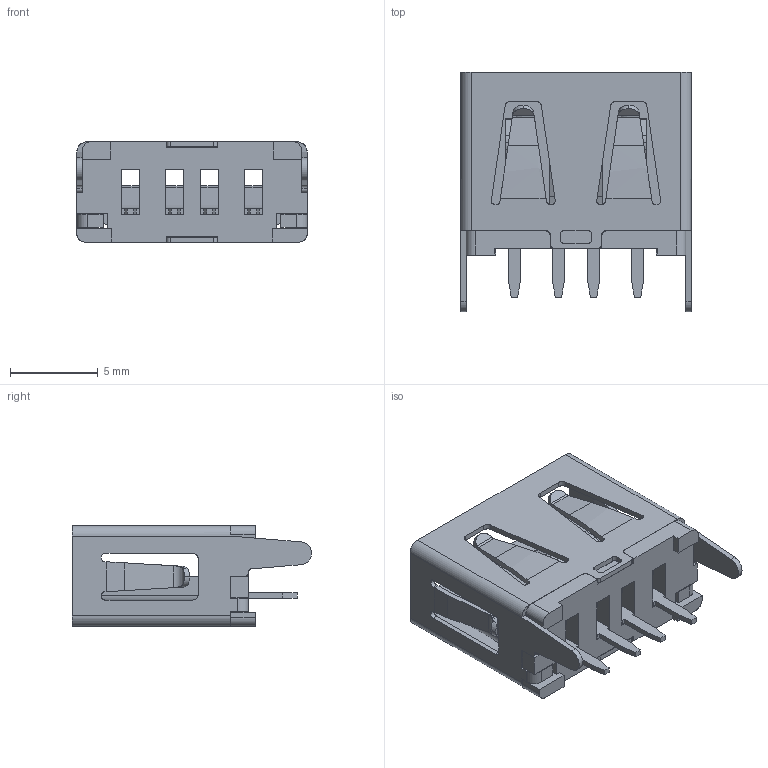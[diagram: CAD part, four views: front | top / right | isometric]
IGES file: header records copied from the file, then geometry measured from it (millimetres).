
Start section: SolidWorks IGES file using analytic representation for surfaces
Global section: file name: KUSBVLPXHT-AS1N-O30-HRF.IGS; native system: SolidWorks 2018; preprocessor: SolidWorks 2018; author: Dan; date: 200305.080804; units: millimetre
Bounding box: 13.1 x 13.6 x 5.72 mm (x, y, z)
Surface area: 1261.4 mm2 (no closed solid volume)
Topology: 0 solids, 0 shells, 399 faces, 3018 edges, 3018 vertices
Faces by surface type: bspline 249, revolution 150
